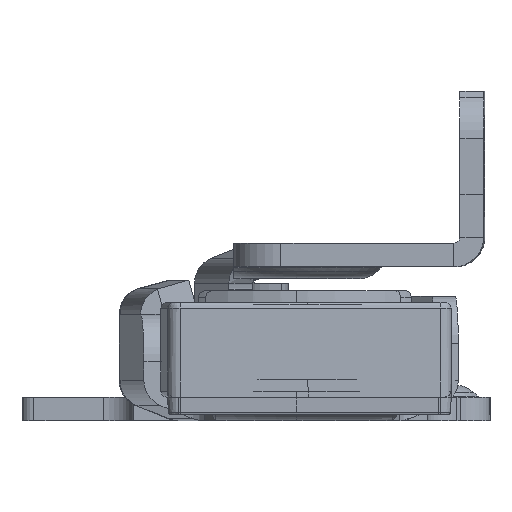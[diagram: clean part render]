
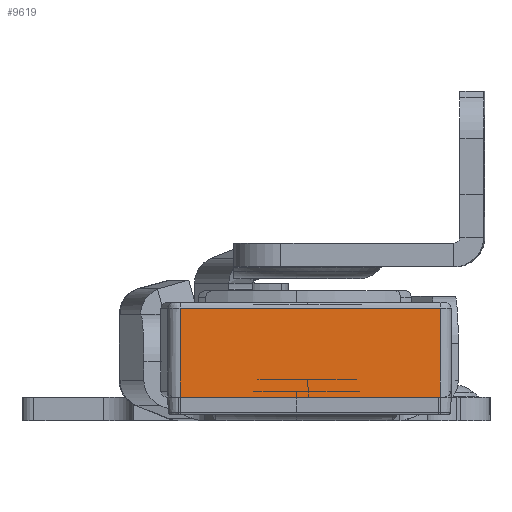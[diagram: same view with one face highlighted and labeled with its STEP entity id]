
A CAD part, left-side view. The second image highlights one B-rep face of the part: STEP entity #9619.
In plain terms, the highlighted face is planar.
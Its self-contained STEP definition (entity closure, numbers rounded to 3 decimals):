
#215 = VECTOR ( 'NONE', #11872, 1000. ) ;
#1270 = DIRECTION ( 'NONE',  ( 0., 0., -1. ) ) ;
#1543 = VECTOR ( 'NONE', #6465, 1000. ) ;
#1619 = VERTEX_POINT ( 'NONE', #14522 ) ;
#2455 = DIRECTION ( 'NONE',  ( 1., 0., 0. ) ) ;
#3179 = PLANE ( 'NONE',  #4649 ) ;
#3186 = VECTOR ( 'NONE', #10267, 1000. ) ;
#3468 = LINE ( 'NONE', #8231, #215 ) ;
#3692 = VERTEX_POINT ( 'NONE', #7405 ) ;
#3842 = CARTESIAN_POINT ( 'NONE',  ( 10., -11., 8. ) ) ;
#4198 = CARTESIAN_POINT ( 'NONE',  ( 10., 11., 0.5 ) ) ;
#4246 = EDGE_LOOP ( 'NONE', ( #9546, #4508, #8794, #8429 ) ) ;
#4274 = CARTESIAN_POINT ( 'NONE',  ( 10., 11., 8. ) ) ;
#4508 = ORIENTED_EDGE ( 'NONE', *, *, #10571, .T. ) ;
#4649 = AXIS2_PLACEMENT_3D ( 'NONE', #4274, #2455, #13128 ) ;
#5252 = LINE ( 'NONE', #5323, #3186 ) ;
#5323 = CARTESIAN_POINT ( 'NONE',  ( 10., 11., 8. ) ) ;
#5572 = EDGE_CURVE ( 'NONE', #3692, #14978, #5252, .T. ) ;
#6465 = DIRECTION ( 'NONE',  ( 0., 1., 0. ) ) ;
#6567 = EDGE_CURVE ( 'NONE', #3692, #14257, #3468, .T. ) ;
#6767 = EDGE_CURVE ( 'NONE', #14978, #1619, #13192, .T. ) ;
#7405 = CARTESIAN_POINT ( 'NONE',  ( 10., 11., 8. ) ) ;
#8023 = FACE_OUTER_BOUND ( 'NONE', #4246, .T. ) ;
#8231 = CARTESIAN_POINT ( 'NONE',  ( 10., 11., 8. ) ) ;
#8429 = ORIENTED_EDGE ( 'NONE', *, *, #5572, .T. ) ;
#8794 = ORIENTED_EDGE ( 'NONE', *, *, #6567, .F. ) ;
#8809 = CARTESIAN_POINT ( 'NONE',  ( 10., -11., 8. ) ) ;
#9150 = CARTESIAN_POINT ( 'NONE',  ( 10., 11., 0.5 ) ) ;
#9546 = ORIENTED_EDGE ( 'NONE', *, *, #6767, .T. ) ;
#9619 = ADVANCED_FACE ( 'NONE', ( #8023 ), #3179, .T. ) ;
#10267 = DIRECTION ( 'NONE',  ( 0., -1., 0. ) ) ;
#10571 = EDGE_CURVE ( 'NONE', #1619, #14257, #14950, .T. ) ;
#11872 = DIRECTION ( 'NONE',  ( 0., 0., -1. ) ) ;
#13005 = VECTOR ( 'NONE', #1270, 1000. ) ;
#13128 = DIRECTION ( 'NONE',  ( 0., 0., -1. ) ) ;
#13192 = LINE ( 'NONE', #3842, #13005 ) ;
#14257 = VERTEX_POINT ( 'NONE', #9150 ) ;
#14522 = CARTESIAN_POINT ( 'NONE',  ( 10., -11., 0.5 ) ) ;
#14950 = LINE ( 'NONE', #4198, #1543 ) ;
#14978 = VERTEX_POINT ( 'NONE', #8809 ) ;
